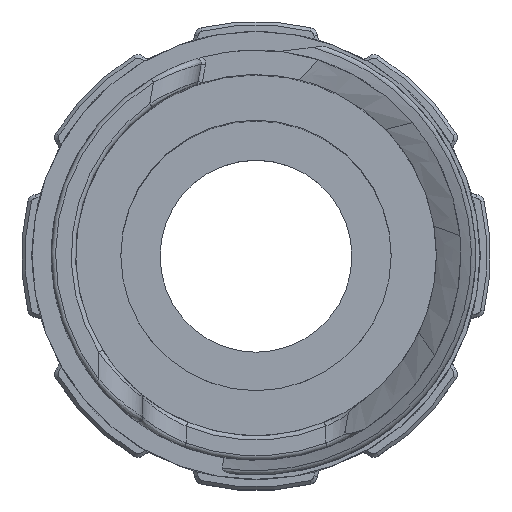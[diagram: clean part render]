
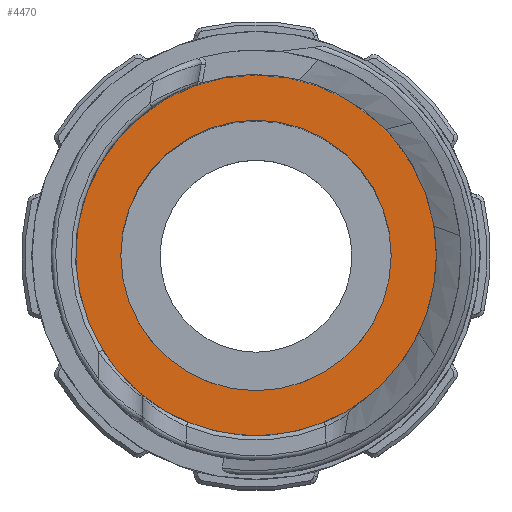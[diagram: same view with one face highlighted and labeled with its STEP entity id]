
A CAD part, top view. The second image highlights one B-rep face of the part: STEP entity #4470.
In plain terms, the highlighted planar face has unit normal (0, 0, 1).
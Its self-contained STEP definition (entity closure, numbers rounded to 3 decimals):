
#164=FACE_BOUND('',#766,.T.);
#212=PLANE('',#4960);
#493=FACE_OUTER_BOUND('',#765,.T.);
#765=EDGE_LOOP('',(#4082));
#766=EDGE_LOOP('',(#4083));
#951=CIRCLE('',#4686,20.68);
#1052=CIRCLE('',#4961,15.5);
#1933=VERTEX_POINT('',#8710);
#2100=VERTEX_POINT('',#10959);
#2428=EDGE_CURVE('',#1933,#1933,#951,.T.);
#2778=EDGE_CURVE('',#2100,#2100,#1052,.T.);
#4082=ORIENTED_EDGE('',*,*,#2428,.F.);
#4083=ORIENTED_EDGE('',*,*,#2778,.F.);
#4470=ADVANCED_FACE('',(#493,#164),#212,.T.);
#4686=AXIS2_PLACEMENT_3D('',#8712,#5383,#5384);
#4960=AXIS2_PLACEMENT_3D('',#10958,#6103,#6104);
#4961=AXIS2_PLACEMENT_3D('',#10960,#6105,#6106);
#5383=DIRECTION('center_axis',(0.,0.,-1.));
#5384=DIRECTION('ref_axis',(-1.,0.,0.));
#6103=DIRECTION('center_axis',(0.,0.,1.));
#6104=DIRECTION('ref_axis',(1.,0.,0.));
#6105=DIRECTION('center_axis',(0.,0.,1.));
#6106=DIRECTION('ref_axis',(-1.,0.,0.));
#8710=CARTESIAN_POINT('',(20.68,0.,0.));
#8712=CARTESIAN_POINT('Origin',(0.,0.,0.));
#10958=CARTESIAN_POINT('Origin',(0.,0.,0.));
#10959=CARTESIAN_POINT('',(15.5,0.,0.));
#10960=CARTESIAN_POINT('Origin',(0.,0.,0.));
